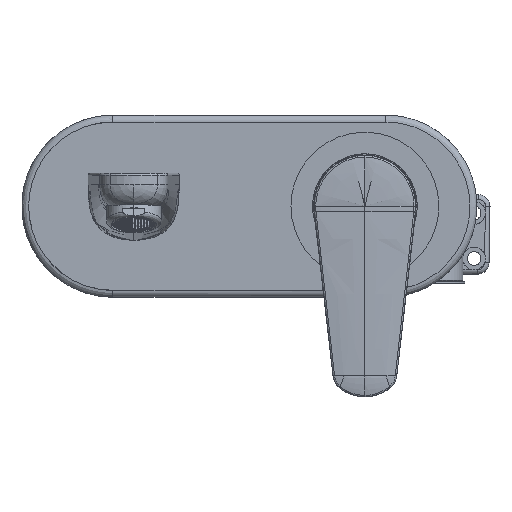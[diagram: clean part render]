
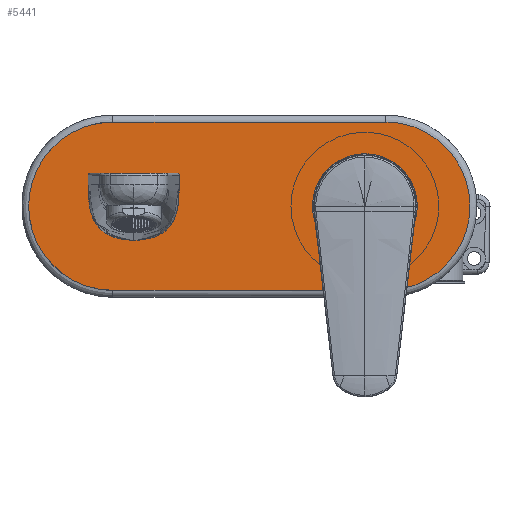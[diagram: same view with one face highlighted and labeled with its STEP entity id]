
A CAD part, front view. The second image highlights one B-rep face of the part: STEP entity #5441.
In plain terms, the highlighted face is planar.
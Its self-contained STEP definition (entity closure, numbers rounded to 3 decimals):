
#5441=ADVANCED_FACE('',(#12789,#7655,#7656),#106565,.T.);
#7655=FACE_BOUND('',#20061,.T.);
#7656=FACE_BOUND('',#20062,.T.);
#12789=FACE_OUTER_BOUND('',#20060,.T.);
#20060=EDGE_LOOP('',(#49219,#49220,#49221,#49222));
#20061=EDGE_LOOP('',(#49223,#49224));
#20062=EDGE_LOOP('',(#49225,#49226));
#49219=ORIENTED_EDGE('',*,*,#69575,.T.);
#49220=ORIENTED_EDGE('',*,*,#69572,.F.);
#49221=ORIENTED_EDGE('',*,*,#69576,.T.);
#49222=ORIENTED_EDGE('',*,*,#69583,.T.);
#49223=ORIENTED_EDGE('',*,*,#69590,.T.);
#49224=ORIENTED_EDGE('',*,*,#69586,.T.);
#49225=ORIENTED_EDGE('',*,*,#69614,.T.);
#49226=ORIENTED_EDGE('',*,*,#69610,.T.);
#69572=EDGE_CURVE('',#98825,#98826,#74486,.T.);
#69575=EDGE_CURVE('',#98827,#98826,#87971,.T.);
#69576=EDGE_CURVE('',#98825,#98828,#87972,.T.);
#69583=EDGE_CURVE('',#98828,#98827,#74492,.T.);
#69586=EDGE_CURVE('',#98829,#98830,#74494,.T.);
#69590=EDGE_CURVE('',#98830,#98829,#74496,.T.);
#69610=EDGE_CURVE('',#98831,#98832,#74508,.T.);
#69614=EDGE_CURVE('',#98832,#98831,#74510,.T.);
#74486=(
BOUNDED_CURVE()
B_SPLINE_CURVE(2,(#225513,#225514,#225515,#225516,#225517),
 .UNSPECIFIED.,.F.,.F.)
B_SPLINE_CURVE_WITH_KNOTS((3,2,3),(-116.239,-58.119,
0.),.UNSPECIFIED.)
CURVE()
GEOMETRIC_REPRESENTATION_ITEM()
RATIONAL_B_SPLINE_CURVE((1.,0.707,1.,0.707,1.))
REPRESENTATION_ITEM('')
);
#74492=(
BOUNDED_CURVE()
B_SPLINE_CURVE(2,(#225547,#225548,#225549,#225550,#225551),
 .UNSPECIFIED.,.F.,.F.)
B_SPLINE_CURVE_WITH_KNOTS((3,2,3),(0.,58.119,116.239),
 .UNSPECIFIED.)
CURVE()
GEOMETRIC_REPRESENTATION_ITEM()
RATIONAL_B_SPLINE_CURVE((1.,0.707,1.,0.707,1.))
REPRESENTATION_ITEM('')
);
#74494=(
BOUNDED_CURVE()
B_SPLINE_CURVE(2,(#225557,#225558,#225559,#225560,#225561),
 .UNSPECIFIED.,.F.,.F.)
B_SPLINE_CURVE_WITH_KNOTS((3,2,3),(0.,36.128,72.257),
 .UNSPECIFIED.)
CURVE()
GEOMETRIC_REPRESENTATION_ITEM()
RATIONAL_B_SPLINE_CURVE((1.,0.707,1.,0.707,1.))
REPRESENTATION_ITEM('')
);
#74496=(
BOUNDED_CURVE()
B_SPLINE_CURVE(2,(#225571,#225572,#225573,#225574,#225575),
 .UNSPECIFIED.,.F.,.F.)
B_SPLINE_CURVE_WITH_KNOTS((3,2,3),(0.,36.128,72.257),
 .UNSPECIFIED.)
CURVE()
GEOMETRIC_REPRESENTATION_ITEM()
RATIONAL_B_SPLINE_CURVE((1.,0.707,1.,0.707,1.))
REPRESENTATION_ITEM('')
);
#74508=(
BOUNDED_CURVE()
B_SPLINE_CURVE(2,(#225639,#225640,#225641,#225642,#225643),
 .UNSPECIFIED.,.F.,.F.)
B_SPLINE_CURVE_WITH_KNOTS((3,2,3),(0.,12.566,25.133),
 .UNSPECIFIED.)
CURVE()
GEOMETRIC_REPRESENTATION_ITEM()
RATIONAL_B_SPLINE_CURVE((1.,0.707,1.,0.707,1.))
REPRESENTATION_ITEM('')
);
#74510=(
BOUNDED_CURVE()
B_SPLINE_CURVE(2,(#225653,#225654,#225655,#225656,#225657),
 .UNSPECIFIED.,.F.,.F.)
B_SPLINE_CURVE_WITH_KNOTS((3,2,3),(0.,12.566,25.133),
 .UNSPECIFIED.)
CURVE()
GEOMETRIC_REPRESENTATION_ITEM()
RATIONAL_B_SPLINE_CURVE((1.,0.707,1.,0.707,1.))
REPRESENTATION_ITEM('')
);
#87971=B_SPLINE_CURVE_WITH_KNOTS('',1,(#225524,#225525),.UNSPECIFIED.,.F.,
 .F.,(2,2),(-120.,0.),.UNSPECIFIED.);
#87972=B_SPLINE_CURVE_WITH_KNOTS('',1,(#225526,#225527),.UNSPECIFIED.,.F.,
 .F.,(2,2),(-120.,0.),.UNSPECIFIED.);
#98825=VERTEX_POINT('',#225469);
#98826=VERTEX_POINT('',#225470);
#98827=VERTEX_POINT('',#225471);
#98828=VERTEX_POINT('',#225472);
#98829=VERTEX_POINT('',#225473);
#98830=VERTEX_POINT('',#225474);
#98831=VERTEX_POINT('',#225475);
#98832=VERTEX_POINT('',#225476);
#106565=PLANE('',#111906);
#111906=AXIS2_PLACEMENT_3D('',#225165,#117124,$);
#117124=DIRECTION('',(0.,0.,1.));
#225165=CARTESIAN_POINT('',(-116.684,-44.684,6.));
#225469=CARTESIAN_POINT('',(-60.,-37.,6.));
#225470=CARTESIAN_POINT('',(-60.,37.,6.));
#225471=CARTESIAN_POINT('',(60.,37.,6.));
#225472=CARTESIAN_POINT('',(60.,-37.,6.));
#225473=CARTESIAN_POINT('',(27.8,0.,6.));
#225474=CARTESIAN_POINT('',(73.8,0.,6.));
#225475=CARTESIAN_POINT('',(-58.8,0.,6.));
#225476=CARTESIAN_POINT('',(-42.8,0.,6.));
#225513=CARTESIAN_POINT('',(-60.,-37.,6.));
#225514=CARTESIAN_POINT('',(-97.,-37.,6.));
#225515=CARTESIAN_POINT('',(-97.,0.,6.));
#225516=CARTESIAN_POINT('',(-97.,37.,6.));
#225517=CARTESIAN_POINT('',(-60.,37.,6.));
#225524=CARTESIAN_POINT('',(60.,37.,6.));
#225525=CARTESIAN_POINT('',(-60.,37.,6.));
#225526=CARTESIAN_POINT('',(-60.,-37.,6.));
#225527=CARTESIAN_POINT('',(60.,-37.,6.));
#225547=CARTESIAN_POINT('',(60.,-37.,6.));
#225548=CARTESIAN_POINT('',(97.,-37.,6.));
#225549=CARTESIAN_POINT('',(97.,0.,6.));
#225550=CARTESIAN_POINT('',(97.,37.,6.));
#225551=CARTESIAN_POINT('',(60.,37.,6.));
#225557=CARTESIAN_POINT('',(27.8,0.,6.));
#225558=CARTESIAN_POINT('',(27.8,23.,6.));
#225559=CARTESIAN_POINT('',(50.8,23.,6.));
#225560=CARTESIAN_POINT('',(73.8,23.,6.));
#225561=CARTESIAN_POINT('',(73.8,0.,6.));
#225571=CARTESIAN_POINT('',(73.8,0.,6.));
#225572=CARTESIAN_POINT('',(73.8,-23.,6.));
#225573=CARTESIAN_POINT('',(50.8,-23.,6.));
#225574=CARTESIAN_POINT('',(27.8,-23.,6.));
#225575=CARTESIAN_POINT('',(27.8,0.,6.));
#225639=CARTESIAN_POINT('',(-58.8,0.,6.));
#225640=CARTESIAN_POINT('',(-58.8,8.,6.));
#225641=CARTESIAN_POINT('',(-50.8,8.,6.));
#225642=CARTESIAN_POINT('',(-42.8,8.,6.));
#225643=CARTESIAN_POINT('',(-42.8,0.,6.));
#225653=CARTESIAN_POINT('',(-42.8,0.,6.));
#225654=CARTESIAN_POINT('',(-42.8,-8.,6.));
#225655=CARTESIAN_POINT('',(-50.8,-8.,6.));
#225656=CARTESIAN_POINT('',(-58.8,-8.,6.));
#225657=CARTESIAN_POINT('',(-58.8,0.,6.));
